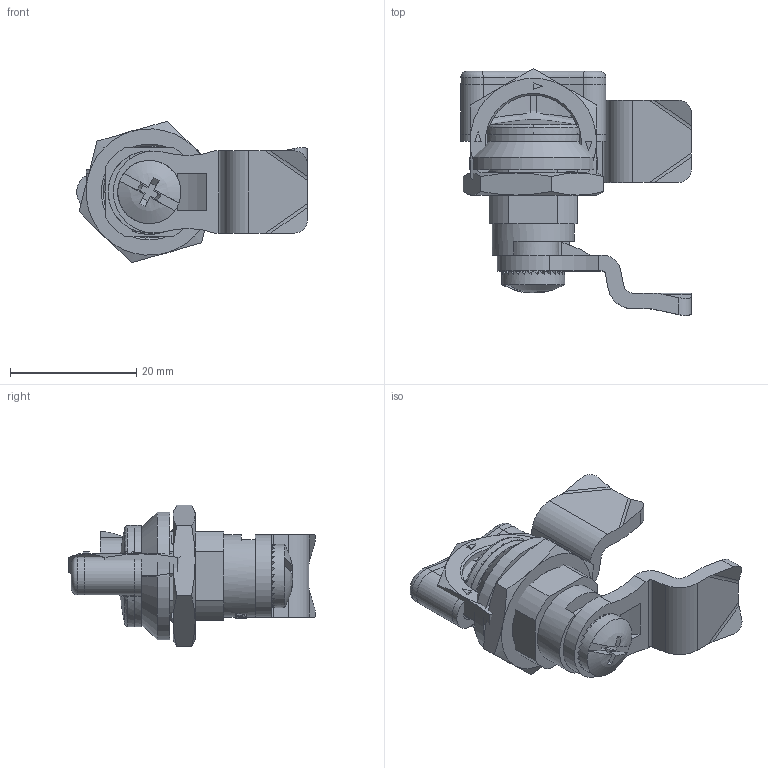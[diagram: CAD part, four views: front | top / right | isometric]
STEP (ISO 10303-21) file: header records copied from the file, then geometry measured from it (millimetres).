
FILE_DESCRIPTION( ( 'STEP AP203' ), '1' );
FILE_NAME( ' ', ' ', ( ' ' ), ( ' ' ), 'PSStep 10.0', ' ', ' ' );
FILE_SCHEMA( ( 'CONFIG_CONTROL_DESIGN' ) );
Length unit declared in the file: millimetre
Products named in the file (6): Assem1; 1; 2; 3; 4; 5
Bounding box: 36.49 x 39.08 x 22.4 mm (x, y, z)
Volume: 12761.4 mm3; surface area: 11812.2 mm2
Topology: 10 solids, 10 shells, 620 faces, 1478 edges, 914 vertices
Faces by surface type: plane 316, cylinder 164, extrusion 42, cone 42, bspline 40, torus 12, sphere 4
Full cylindrical faces by diameter (mm): 3 x4, 4.2 x2, 5 x2, 8 x2, 8.2 x2, 9.4 x2, 10 x2, 11.5 x2, 11.8 x2, 13 x2, 14.6 x2, 20.2 x2
Entity records: 12609 total; most frequent: CARTESIAN_POINT 5355, DIRECTION 1475, ORIENTED_EDGE 1412, EDGE_CURVE 706, AXIS2_PLACEMENT_3D 583, VERTEX_POINT 448, EDGE_LOOP 358, FACE_OUTER_BOUND 324
